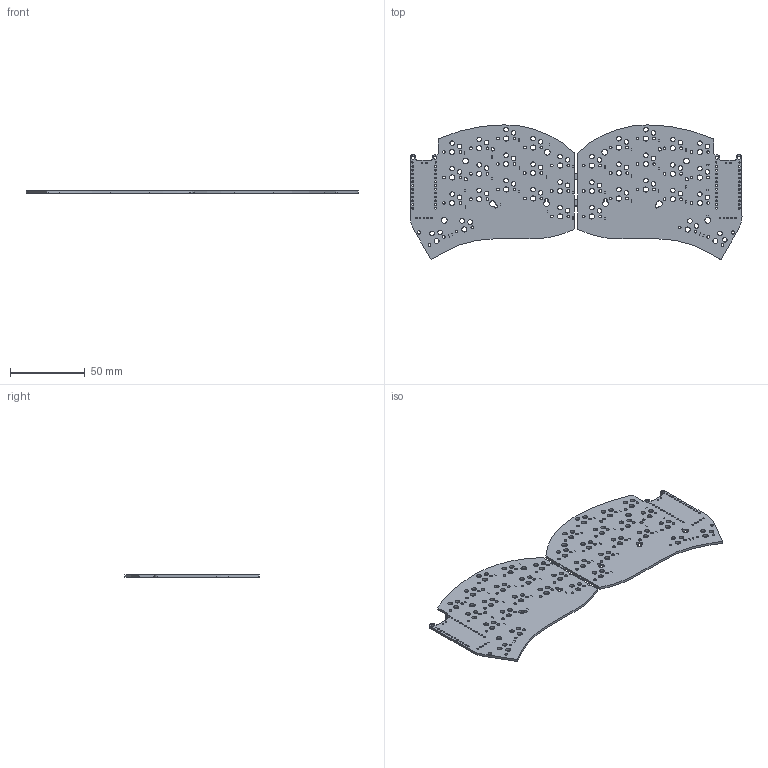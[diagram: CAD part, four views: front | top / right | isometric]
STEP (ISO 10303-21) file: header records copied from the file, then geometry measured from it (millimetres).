
FILE_DESCRIPTION(('KiCad electronic assembly'),'2;1');
FILE_NAME('main.step','2024-12-04T00:35:40',('Pcbnew'),('Kicad'), 'Open CASCADE STEP processor 7.8','KiCad to STEP converter','Unknown' );
FILE_SCHEMA(('AUTOMOTIVE_DESIGN { 1 0 10303 214 1 1 1 1 }'));
Length unit declared in the file: millimetre
Products named in the file (2): main 1; main_PCB
Assembly tree (1 placements, depth 2):
  main 1
    main_PCB
Bounding box: 221.6 x 89.64 x 1.6 mm (x, y, z)
Volume: 22643.6 mm3; surface area: 32494.8 mm2
Topology: 1 solids, 1 shells, 422 faces, 1260 edges, 840 vertices
Faces by surface type: cylinder 388, plane 34
Full cylindrical faces by diameter (mm): 0.305 x68, 0.5 x20, 0.813 x4, 0.9 x4, 1.092 x58, 1.8 x68, 2.2 x10, 3.05 x68, 3.4 x34, 3.8 x6
Entity records: 16077 total; most frequent: DIRECTION 2884, CARTESIAN_POINT 2524, ORIENTED_EDGE 2520, EDGE_CURVE 1260, AXIS2_PLACEMENT_3D 1200, FACE_BOUND 1112, EDGE_LOOP 1112, VERTEX_POINT 840
